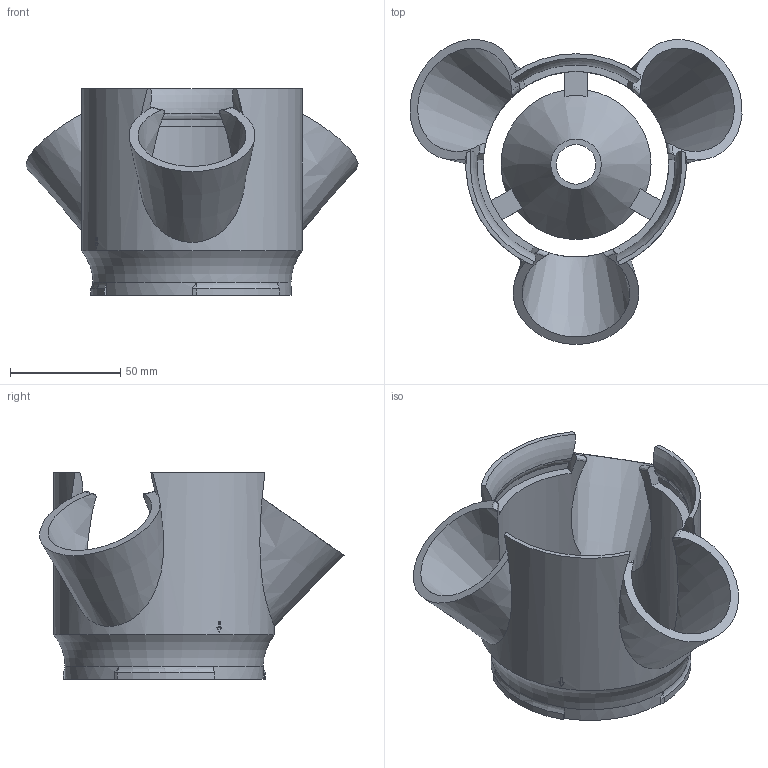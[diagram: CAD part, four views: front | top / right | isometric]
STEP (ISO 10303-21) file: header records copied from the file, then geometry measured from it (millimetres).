
FILE_DESCRIPTION(/* description */ (''),/* implementation_level */ '2;1');
FILE_NAME(/* name */ '50mm Planter Base Module.step',/* time_stamp */ '2024-03-03T23:11:33+11:00',/* author */ (''),/* organization */ (''),/* preprocessor_version */ 'ST-DEVELOPER v20',/* originating_system */ 'Autodesk Translation Framework v12.20.1.177',/* authorisation */ '');
FILE_SCHEMA (('AUTOMOTIVE_DESIGN { 1 0 10303 214 3 1 1 }'));
Length unit declared in the file: millimetre
Products named in the file (1): 50mm Planter Base Module
Bounding box: 150.48 x 138.19 x 93.63 mm (x, y, z)
Volume: 173268.2 mm3; surface area: 76583 mm2
Topology: 1 solids, 1 shells, 89 faces, 258 edges, 169 vertices
Faces by surface type: plane 36, cone 20, cylinder 14, torus 10, bspline 9
Full cylindrical faces by diameter (mm): 18 x1, 22.883 x1, 84 x1, 100 x1
Entity records: 3690 total; most frequent: CARTESIAN_POINT 1384, ORIENTED_EDGE 516, DIRECTION 451, EDGE_CURVE 258, AXIS2_PLACEMENT_3D 196, VERTEX_POINT 169, EDGE_LOOP 95, FACE_OUTER_BOUND 89
